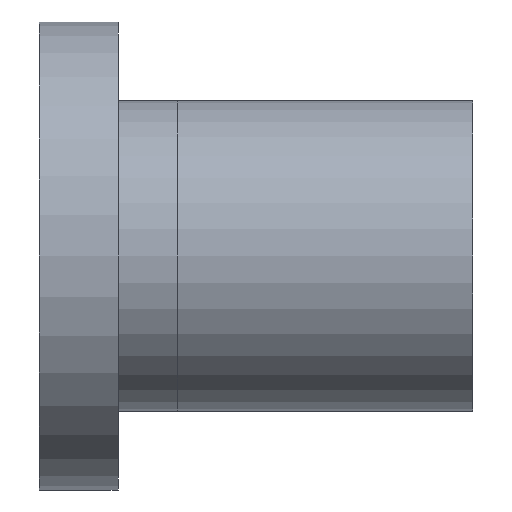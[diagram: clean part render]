
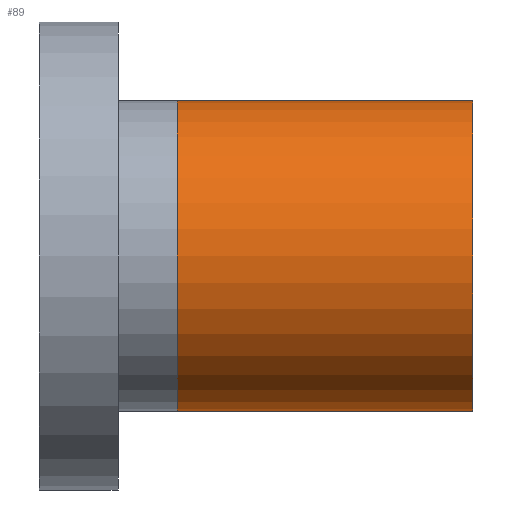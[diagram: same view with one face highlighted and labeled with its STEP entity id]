
A CAD part, front view. The second image highlights one B-rep face of the part: STEP entity #89.
In plain terms, the highlighted cylindrical face has radius 31.5 mm (diameter 63 mm), a partial arc.
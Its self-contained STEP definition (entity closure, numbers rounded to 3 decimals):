
#10 = VECTOR ( 'NONE', #605, 1000. ) ;
#24 = EDGE_LOOP ( 'NONE', ( #482, #364, #681, #125 ) ) ;
#66 = VECTOR ( 'NONE', #223, 1000. ) ;
#89 = ADVANCED_FACE ( 'NONE', ( #715 ), #401, .T. ) ;
#107 = CARTESIAN_POINT ( 'NONE',  ( -151.697, 0., -31.5 ) ) ;
#125 = ORIENTED_EDGE ( 'NONE', *, *, #745, .F. ) ;
#154 = DIRECTION ( 'NONE',  ( -1., 0., 0. ) ) ;
#175 = CARTESIAN_POINT ( 'NONE',  ( 11.788, 0., 31.5 ) ) ;
#223 = DIRECTION ( 'NONE',  ( -1., 0., 0. ) ) ;
#243 = CIRCLE ( 'NONE', #602, 31.5 ) ;
#282 = DIRECTION ( 'NONE',  ( 0., 0., 1. ) ) ;
#308 = CARTESIAN_POINT ( 'NONE',  ( 11.788, 0., 0. ) ) ;
#322 = DIRECTION ( 'NONE',  ( -1., 0., 0. ) ) ;
#324 = CARTESIAN_POINT ( 'NONE',  ( 71.788, 0., 31.5 ) ) ;
#364 = ORIENTED_EDGE ( 'NONE', *, *, #503, .T. ) ;
#384 = AXIS2_PLACEMENT_3D ( 'NONE', #676, #493, #739 ) ;
#401 = CYLINDRICAL_SURFACE ( 'NONE', #689, 31.5 ) ;
#419 = LINE ( 'NONE', #107, #10 ) ;
#427 = CARTESIAN_POINT ( 'NONE',  ( 11.788, 0., -31.5 ) ) ;
#462 = VERTEX_POINT ( 'NONE', #324 ) ;
#480 = CARTESIAN_POINT ( 'NONE',  ( -151.697, 0., 31.5 ) ) ;
#482 = ORIENTED_EDGE ( 'NONE', *, *, #683, .F. ) ;
#493 = DIRECTION ( 'NONE',  ( -1., 0., 0. ) ) ;
#499 = CIRCLE ( 'NONE', #384, 31.5 ) ;
#503 = EDGE_CURVE ( 'NONE', #578, #462, #499, .T. ) ;
#538 = LINE ( 'NONE', #480, #66 ) ;
#545 = CARTESIAN_POINT ( 'NONE',  ( 71.788, 0., -31.5 ) ) ;
#578 = VERTEX_POINT ( 'NONE', #545 ) ;
#585 = CARTESIAN_POINT ( 'NONE',  ( -151.697, 0., 0. ) ) ;
#597 = VERTEX_POINT ( 'NONE', #427 ) ;
#602 = AXIS2_PLACEMENT_3D ( 'NONE', #308, #322, #741 ) ;
#605 = DIRECTION ( 'NONE',  ( -1., 0., 0. ) ) ;
#649 = EDGE_CURVE ( 'NONE', #462, #655, #538, .T. ) ;
#655 = VERTEX_POINT ( 'NONE', #175 ) ;
#676 = CARTESIAN_POINT ( 'NONE',  ( 71.788, 0., 0. ) ) ;
#681 = ORIENTED_EDGE ( 'NONE', *, *, #649, .T. ) ;
#683 = EDGE_CURVE ( 'NONE', #578, #597, #419, .T. ) ;
#689 = AXIS2_PLACEMENT_3D ( 'NONE', #585, #154, #282 ) ;
#715 = FACE_OUTER_BOUND ( 'NONE', #24, .T. ) ;
#739 = DIRECTION ( 'NONE',  ( 0., 0., 1. ) ) ;
#741 = DIRECTION ( 'NONE',  ( 0., 0., 1. ) ) ;
#745 = EDGE_CURVE ( 'NONE', #597, #655, #243, .T. ) ;
